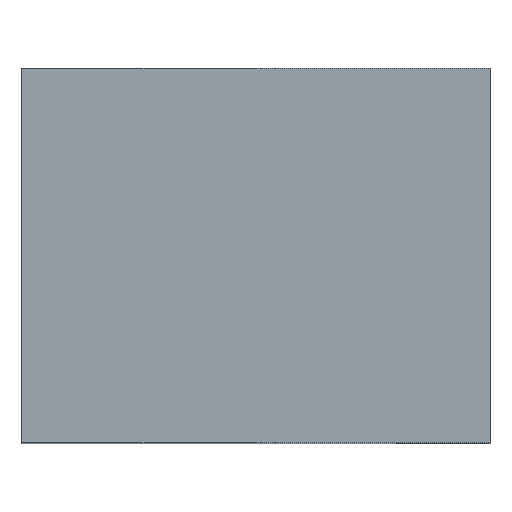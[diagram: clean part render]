
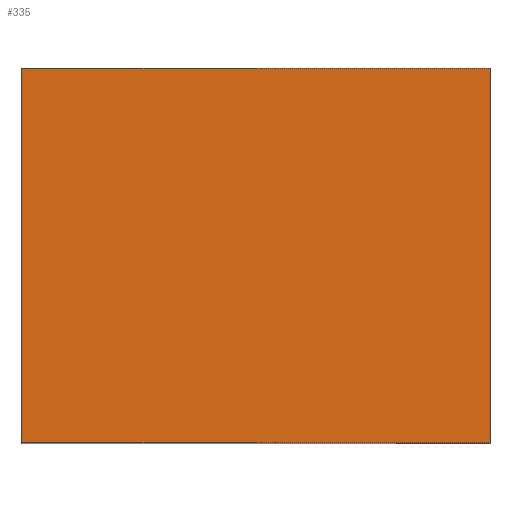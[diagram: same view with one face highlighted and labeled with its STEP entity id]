
A CAD part, top view. The second image highlights one B-rep face of the part: STEP entity #335.
In plain terms, the highlighted planar face has unit normal (0, 0, 1).
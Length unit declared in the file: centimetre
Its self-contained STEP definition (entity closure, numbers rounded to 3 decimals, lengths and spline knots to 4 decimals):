
#37=FACE_OUTER_BOUND('',#57,.T.);
#57=EDGE_LOOP('',(#289,#290,#291,#292));
#91=LINE('',#529,#133);
#94=LINE('',#535,#136);
#97=LINE('',#541,#139);
#100=LINE('',#545,#142);
#133=VECTOR('',#437,1.);
#136=VECTOR('',#442,1.);
#139=VECTOR('',#447,1.);
#142=VECTOR('',#452,1.);
#165=VERTEX_POINT('',#526);
#166=VERTEX_POINT('',#528);
#168=VERTEX_POINT('',#534);
#170=VERTEX_POINT('',#540);
#203=EDGE_CURVE('',#166,#165,#91,.T.);
#206=EDGE_CURVE('',#168,#166,#94,.T.);
#209=EDGE_CURVE('',#170,#168,#97,.T.);
#212=EDGE_CURVE('',#165,#170,#100,.T.);
#289=ORIENTED_EDGE('',*,*,#212,.T.);
#290=ORIENTED_EDGE('',*,*,#209,.T.);
#291=ORIENTED_EDGE('',*,*,#206,.T.);
#292=ORIENTED_EDGE('',*,*,#203,.T.);
#315=PLANE('',#371);
#335=ADVANCED_FACE('',(#37),#315,.T.);
#371=AXIS2_PLACEMENT_3D('',#546,#453,#454);
#437=DIRECTION('',(0.,-1.,0.));
#442=DIRECTION('',(-1.,0.,0.));
#447=DIRECTION('',(0.,1.,0.));
#452=DIRECTION('',(1.,0.,0.));
#453=DIRECTION('center_axis',(0.,0.,1.));
#454=DIRECTION('ref_axis',(1.,0.,0.));
#526=CARTESIAN_POINT('',(0.,0.,91.44));
#528=CARTESIAN_POINT('',(0.,60.96,91.44));
#529=CARTESIAN_POINT('',(0.,0.,91.44));
#534=CARTESIAN_POINT('',(76.2,60.96,91.44));
#535=CARTESIAN_POINT('',(0.,60.96,91.44));
#540=CARTESIAN_POINT('',(76.2,0.,91.44));
#541=CARTESIAN_POINT('',(76.2,0.,91.44));
#545=CARTESIAN_POINT('',(0.,0.,91.44));
#546=CARTESIAN_POINT('Origin',(0.,0.,91.44));
